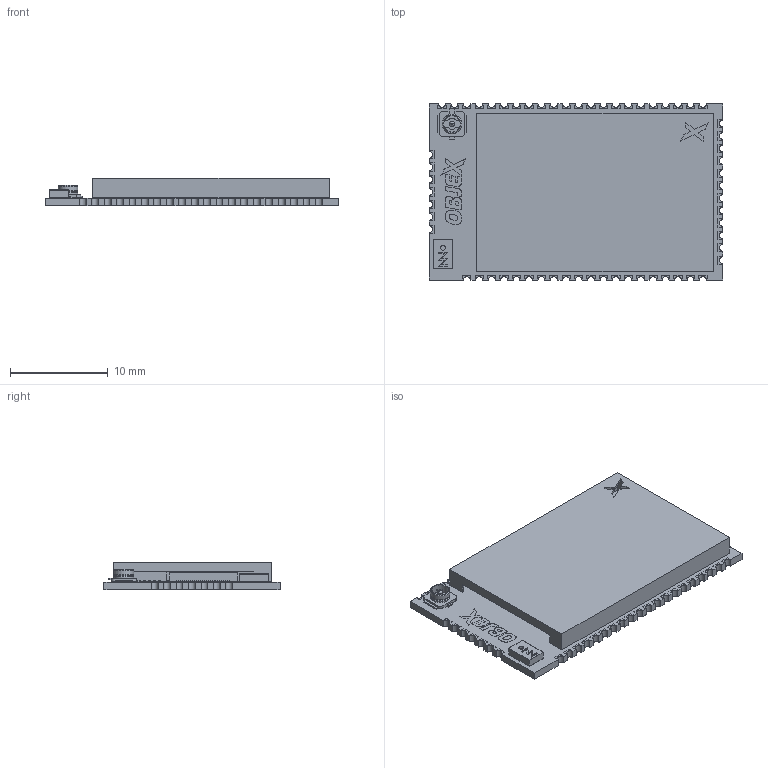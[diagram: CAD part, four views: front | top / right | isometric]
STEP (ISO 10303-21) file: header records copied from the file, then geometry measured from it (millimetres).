
FILE_DESCRIPTION(/* description */ (''),/* implementation_level */ '2;1');
FILE_NAME(/* name */ 'OBJEX-ELPM-S3LW_v1.1-LW-B v3.step',/* time_stamp */ '2024-05-20T14:02:34-03:00',/* author */ (''),/* organization */ (''),/* preprocessor_version */ 'ST-DEVELOPER v20',/* originating_system */ 'Autodesk Translation Framework v13.14.0.145',/* authorisation */ '');
FILE_SCHEMA (('AUTOMOTIVE_DESIGN { 1 0 10303 214 3 1 1 }'));
Length unit declared in the file: millimetre
Products named in the file (12): OBJEX-ELPM-S3LW_v1.1-LW-B; NN02-101; COMPOUND (3); SX1262IMLTRT; COMPOUND (5); ESP32-S3FN8; COMPOUND (11); ELPM-S3XX; SOLID; U.FL-R-SMT-1_10_; SOLID (1); PCB
Assembly tree (11 placements, depth 3):
  OBJEX-ELPM-S3LW_v1.1-LW-B
    NN02-101
      COMPOUND (3)
    SX1262IMLTRT
      COMPOUND (5)
    ESP32-S3FN8
      COMPOUND (11)
    ELPM-S3XX
      SOLID
    U.FL-R-SMT-1_10_
      SOLID (1)
    PCB
Bounding box: 30 x 18 x 2.83 mm (x, y, z)
Volume: 583.4 mm3; surface area: 2531.8 mm2
Topology: 93 solids, 93 shells, 1462 faces, 3754 edges, 2500 vertices
Faces by surface type: plane 1195, cylinder 162, bspline 102, cone 3
Full cylindrical faces by diameter (mm): 0.5 x5, 0.875 x1, 1.72 x1, 1.86 x1, 2 x2
Entity records: 44964 total; most frequent: CARTESIAN_POINT 9121, ORIENTED_EDGE 7508, DIRECTION 6682, EDGE_CURVE 3754, LINE 3220, VECTOR 3220, VERTEX_POINT 2500, AXIS2_PLACEMENT_3D 1731
